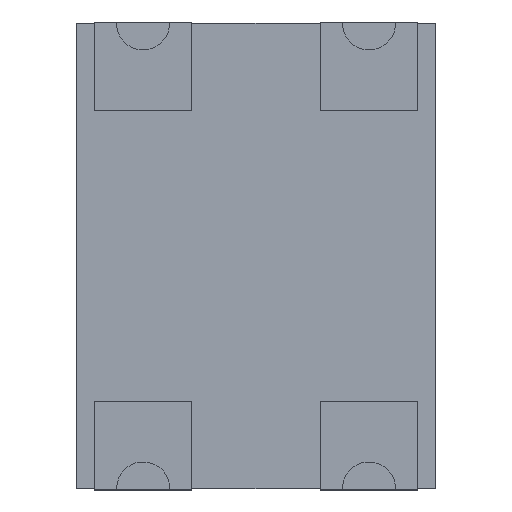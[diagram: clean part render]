
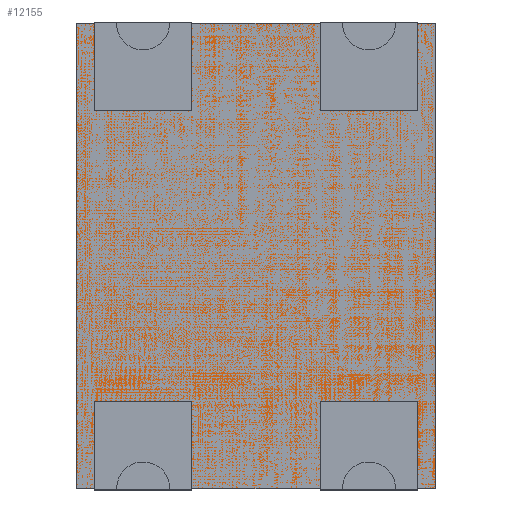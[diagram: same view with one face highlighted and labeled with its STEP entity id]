
A CAD part, top view. The second image highlights one B-rep face of the part: STEP entity #12155.
In plain terms, the highlighted planar face has unit normal (0, 0, 1).
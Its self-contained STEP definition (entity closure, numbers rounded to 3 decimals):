
#11841 = VERTEX_POINT('',#11842);
#11842 = CARTESIAN_POINT('',(-4.05,5.25,1.24));
#11849 = PLANE('',#11850);
#11850 = AXIS2_PLACEMENT_3D('',#11851,#11852,#11853);
#11851 = CARTESIAN_POINT('',(-4.05,5.25,0.));
#11852 = DIRECTION('',(0.,1.,0.));
#11853 = DIRECTION('',(1.,0.,0.));
#11861 = PLANE('',#11862);
#11862 = AXIS2_PLACEMENT_3D('',#11863,#11864,#11865);
#11863 = CARTESIAN_POINT('',(-4.05,-5.25,0.));
#11864 = DIRECTION('',(-1.,0.,0.));
#11865 = DIRECTION('',(0.,1.,0.));
#11873 = EDGE_CURVE('',#11841,#11874,#11876,.T.);
#11874 = VERTEX_POINT('',#11875);
#11875 = CARTESIAN_POINT('',(4.05,5.25,1.24));
#11876 = SURFACE_CURVE('',#11877,(#11881,#11888),.PCURVE_S1.);
#11877 = LINE('',#11878,#11879);
#11878 = CARTESIAN_POINT('',(-4.05,5.25,1.24));
#11879 = VECTOR('',#11880,1.);
#11880 = DIRECTION('',(1.,0.,0.));
#11881 = PCURVE('',#11849,#11882);
#11882 = DEFINITIONAL_REPRESENTATION('',(#11883),#11887);
#11883 = LINE('',#11884,#11885);
#11884 = CARTESIAN_POINT('',(0.,-1.24));
#11885 = VECTOR('',#11886,1.);
#11886 = DIRECTION('',(1.,0.));
#11887 = ( GEOMETRIC_REPRESENTATION_CONTEXT(2) 
PARAMETRIC_REPRESENTATION_CONTEXT() REPRESENTATION_CONTEXT('2D SPACE',''
  ) );
#11888 = PCURVE('',#11889,#11894);
#11889 = PLANE('',#11890);
#11890 = AXIS2_PLACEMENT_3D('',#11891,#11892,#11893);
#11891 = CARTESIAN_POINT('',(-4.05,5.25,1.24));
#11892 = DIRECTION('',(0.,0.,1.));
#11893 = DIRECTION('',(1.,0.,0.));
#11894 = DEFINITIONAL_REPRESENTATION('',(#11895),#11899);
#11895 = LINE('',#11896,#11897);
#11896 = CARTESIAN_POINT('',(0.,0.));
#11897 = VECTOR('',#11898,1.);
#11898 = DIRECTION('',(1.,0.));
#11899 = ( GEOMETRIC_REPRESENTATION_CONTEXT(2) 
PARAMETRIC_REPRESENTATION_CONTEXT() REPRESENTATION_CONTEXT('2D SPACE',''
  ) );
#11917 = PLANE('',#11918);
#11918 = AXIS2_PLACEMENT_3D('',#11919,#11920,#11921);
#11919 = CARTESIAN_POINT('',(4.05,5.25,0.));
#11920 = DIRECTION('',(1.,0.,0.));
#11921 = DIRECTION('',(0.,-1.,0.));
#11959 = EDGE_CURVE('',#11874,#11960,#11962,.T.);
#11960 = VERTEX_POINT('',#11961);
#11961 = CARTESIAN_POINT('',(4.05,-5.25,1.24));
#11962 = SURFACE_CURVE('',#11963,(#11967,#11974),.PCURVE_S1.);
#11963 = LINE('',#11964,#11965);
#11964 = CARTESIAN_POINT('',(4.05,5.25,1.24));
#11965 = VECTOR('',#11966,1.);
#11966 = DIRECTION('',(0.,-1.,0.));
#11967 = PCURVE('',#11917,#11968);
#11968 = DEFINITIONAL_REPRESENTATION('',(#11969),#11973);
#11969 = LINE('',#11970,#11971);
#11970 = CARTESIAN_POINT('',(0.,-1.24));
#11971 = VECTOR('',#11972,1.);
#11972 = DIRECTION('',(1.,0.));
#11973 = ( GEOMETRIC_REPRESENTATION_CONTEXT(2) 
PARAMETRIC_REPRESENTATION_CONTEXT() REPRESENTATION_CONTEXT('2D SPACE',''
  ) );
#11974 = PCURVE('',#11889,#11975);
#11975 = DEFINITIONAL_REPRESENTATION('',(#11976),#11980);
#11976 = LINE('',#11977,#11978);
#11977 = CARTESIAN_POINT('',(8.1,0.));
#11978 = VECTOR('',#11979,1.);
#11979 = DIRECTION('',(0.,-1.));
#11980 = ( GEOMETRIC_REPRESENTATION_CONTEXT(2) 
PARAMETRIC_REPRESENTATION_CONTEXT() REPRESENTATION_CONTEXT('2D SPACE',''
  ) );
#11998 = PLANE('',#11999);
#11999 = AXIS2_PLACEMENT_3D('',#12000,#12001,#12002);
#12000 = CARTESIAN_POINT('',(4.05,-5.25,0.));
#12001 = DIRECTION('',(0.,-1.,0.));
#12002 = DIRECTION('',(-1.,0.,0.));
#12035 = EDGE_CURVE('',#11960,#12036,#12038,.T.);
#12036 = VERTEX_POINT('',#12037);
#12037 = CARTESIAN_POINT('',(-4.05,-5.25,1.24));
#12038 = SURFACE_CURVE('',#12039,(#12043,#12050),.PCURVE_S1.);
#12039 = LINE('',#12040,#12041);
#12040 = CARTESIAN_POINT('',(4.05,-5.25,1.24));
#12041 = VECTOR('',#12042,1.);
#12042 = DIRECTION('',(-1.,0.,0.));
#12043 = PCURVE('',#11998,#12044);
#12044 = DEFINITIONAL_REPRESENTATION('',(#12045),#12049);
#12045 = LINE('',#12046,#12047);
#12046 = CARTESIAN_POINT('',(0.,-1.24));
#12047 = VECTOR('',#12048,1.);
#12048 = DIRECTION('',(1.,0.));
#12049 = ( GEOMETRIC_REPRESENTATION_CONTEXT(2) 
PARAMETRIC_REPRESENTATION_CONTEXT() REPRESENTATION_CONTEXT('2D SPACE',''
  ) );
#12050 = PCURVE('',#11889,#12051);
#12051 = DEFINITIONAL_REPRESENTATION('',(#12052),#12056);
#12052 = LINE('',#12053,#12054);
#12053 = CARTESIAN_POINT('',(8.1,-10.5));
#12054 = VECTOR('',#12055,1.);
#12055 = DIRECTION('',(-1.,0.));
#12056 = ( GEOMETRIC_REPRESENTATION_CONTEXT(2) 
PARAMETRIC_REPRESENTATION_CONTEXT() REPRESENTATION_CONTEXT('2D SPACE',''
  ) );
#12106 = EDGE_CURVE('',#12036,#11841,#12107,.T.);
#12107 = SURFACE_CURVE('',#12108,(#12112,#12119),.PCURVE_S1.);
#12108 = LINE('',#12109,#12110);
#12109 = CARTESIAN_POINT('',(-4.05,-5.25,1.24));
#12110 = VECTOR('',#12111,1.);
#12111 = DIRECTION('',(0.,1.,0.));
#12112 = PCURVE('',#11861,#12113);
#12113 = DEFINITIONAL_REPRESENTATION('',(#12114),#12118);
#12114 = LINE('',#12115,#12116);
#12115 = CARTESIAN_POINT('',(0.,-1.24));
#12116 = VECTOR('',#12117,1.);
#12117 = DIRECTION('',(1.,0.));
#12118 = ( GEOMETRIC_REPRESENTATION_CONTEXT(2) 
PARAMETRIC_REPRESENTATION_CONTEXT() REPRESENTATION_CONTEXT('2D SPACE',''
  ) );
#12119 = PCURVE('',#11889,#12120);
#12120 = DEFINITIONAL_REPRESENTATION('',(#12121),#12125);
#12121 = LINE('',#12122,#12123);
#12122 = CARTESIAN_POINT('',(0.,-10.5));
#12123 = VECTOR('',#12124,1.);
#12124 = DIRECTION('',(0.,1.));
#12125 = ( GEOMETRIC_REPRESENTATION_CONTEXT(2) 
PARAMETRIC_REPRESENTATION_CONTEXT() REPRESENTATION_CONTEXT('2D SPACE',''
  ) );
#12155 = ADVANCED_FACE('',(#12156),#11889,.T.);
#12156 = FACE_BOUND('',#12157,.F.);
#12157 = EDGE_LOOP('',(#12158,#12159,#12160,#12161));
#12158 = ORIENTED_EDGE('',*,*,#11873,.T.);
#12159 = ORIENTED_EDGE('',*,*,#11959,.T.);
#12160 = ORIENTED_EDGE('',*,*,#12035,.T.);
#12161 = ORIENTED_EDGE('',*,*,#12106,.T.);
